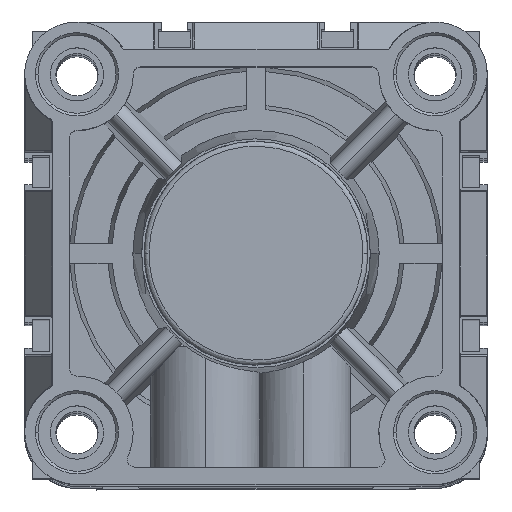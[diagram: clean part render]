
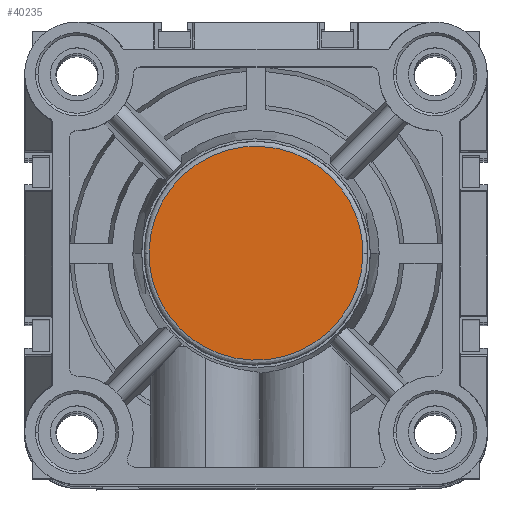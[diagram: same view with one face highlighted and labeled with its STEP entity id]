
A CAD part, top view. The second image highlights one B-rep face of the part: STEP entity #40235.
In plain terms, the highlighted planar face has unit normal (0, 0, 1).
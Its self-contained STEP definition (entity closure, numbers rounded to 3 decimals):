
#606 = FACE_OUTER_BOUND ( 'NONE', #35560, .T. ) ;
#2625 = CARTESIAN_POINT ( 'NONE',  ( 62.5, 84., 40. ) ) ;
#7509 = CARTESIAN_POINT ( 'NONE',  ( 62.5, 41., 40. ) ) ;
#8380 = CARTESIAN_POINT ( 'NONE',  ( 19.5, 41., 40. ) ) ;
#10030 =( BOUNDED_CURVE ( )  B_SPLINE_CURVE ( 3, ( #21032, #46835, #2625, #28462 ),
 .UNSPECIFIED., .F., .T. ) 
 B_SPLINE_CURVE_WITH_KNOTS ( ( 4, 4 ),
 ( 0., 1. ),
 .UNSPECIFIED. ) 
 CURVE ( )  GEOMETRIC_REPRESENTATION_ITEM ( )  RATIONAL_B_SPLINE_CURVE ( ( 0.957, 0.319, 0.319, 0.957 ) ) 
 REPRESENTATION_ITEM ( '' )  );
#10358 = AXIS2_PLACEMENT_3D ( 'NONE', #18749, #44520, #22455 ) ;
#10812 = ORIENTED_EDGE ( 'NONE', *, *, #47734, .F. ) ;
#10879 = CARTESIAN_POINT ( 'NONE',  ( 19.5, 41., 40. ) ) ;
#15853 = ORIENTED_EDGE ( 'NONE', *, *, #40372, .F. ) ;
#18457 = PLANE ( 'NONE',  #10358 ) ;
#18749 = CARTESIAN_POINT ( 'NONE',  ( 19.242, 19.242, 40. ) ) ;
#21032 = CARTESIAN_POINT ( 'NONE',  ( 19.5, 41., 40. ) ) ;
#22455 = DIRECTION ( 'NONE',  ( 1., 0., 0. ) ) ;
#22898 = CARTESIAN_POINT ( 'NONE',  ( 62.5, -2., 40. ) ) ;
#26777 = CARTESIAN_POINT ( 'NONE',  ( 62.5, 41., 40. ) ) ;
#28462 = CARTESIAN_POINT ( 'NONE',  ( 62.5, 41., 40. ) ) ;
#30481 = CARTESIAN_POINT ( 'NONE',  ( 19.5, -2., 40. ) ) ;
#35560 = EDGE_LOOP ( 'NONE', ( #10812, #15853 ) ) ;
#40235 = ADVANCED_FACE ( 'NONE', ( #606 ), #18457, .T. ) ;
#40372 = EDGE_CURVE ( 'NONE', #45982, #44913, #45472, .T. ) ;
#44520 = DIRECTION ( 'NONE',  ( 0., 0., 1. ) ) ;
#44913 = VERTEX_POINT ( 'NONE', #10879 ) ;
#45472 =( BOUNDED_CURVE ( )  B_SPLINE_CURVE ( 3, ( #26777, #22898, #30481, #8380 ),
 .UNSPECIFIED., .F., .F. ) 
 B_SPLINE_CURVE_WITH_KNOTS ( ( 4, 4 ),
 ( 0., 1. ),
 .UNSPECIFIED. ) 
 CURVE ( )  GEOMETRIC_REPRESENTATION_ITEM ( )  RATIONAL_B_SPLINE_CURVE ( ( 0.957, 0.319, 0.319, 0.957 ) ) 
 REPRESENTATION_ITEM ( '' )  );
#45982 = VERTEX_POINT ( 'NONE', #7509 ) ;
#46835 = CARTESIAN_POINT ( 'NONE',  ( 19.5, 84., 40. ) ) ;
#47734 = EDGE_CURVE ( 'NONE', #44913, #45982, #10030, .T. ) ;
